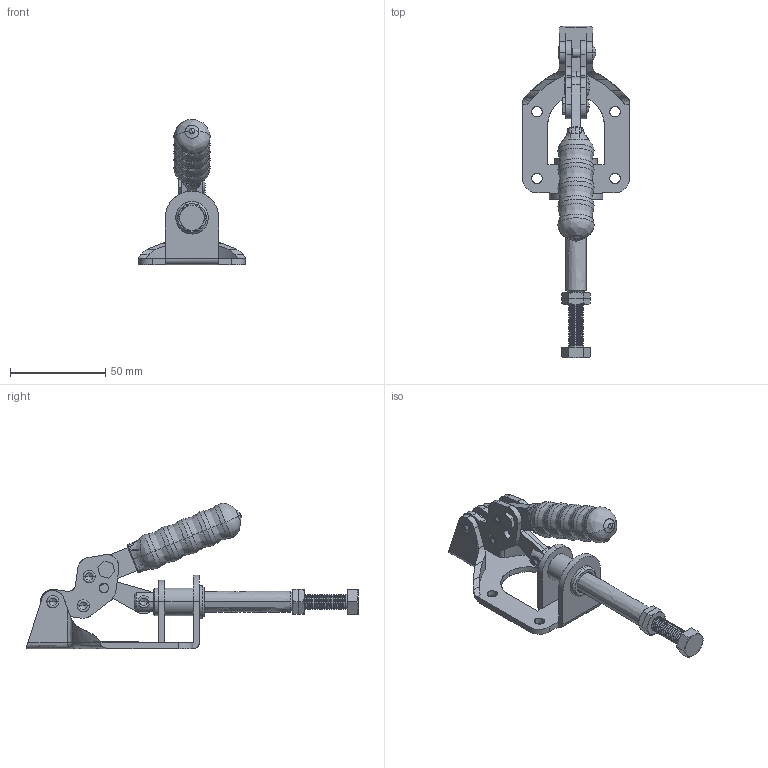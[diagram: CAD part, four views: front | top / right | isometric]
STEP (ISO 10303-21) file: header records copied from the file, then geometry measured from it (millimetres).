
FILE_DESCRIPTION((''),' ');
FILE_NAME('GH-302fm.stp',' ',('stephen'),('BIB design'),' ','ACIS 14.0',' ');
FILE_SCHEMA(('automotive_design'));
Length unit declared in the file: inch
Products named in the file (15): Part_2149; Part_2150; Part_2151; Part_2152; Part_2153; Part_2154; Part_2155; Part_11683; Part_72439; Part_71303; Part_71840; Part_72108; Part_72378; Part_76125; Part_79863
Bounding box: 56 x 174.27 x 76.29 mm (x, y, z)
Volume: 55285 mm3; surface area: 37046 mm2
Topology: 15 solids, 15 shells, 672 faces, 3884 edges, 3181 vertices
Faces by surface type: revolution 412, bspline 193, cylinder 38, torus 16, plane 11, sphere 2
Entity records: 98002 total; most frequent: CARTESIAN_POINT 26910, PRESENTATION_STYLE_ASSIGNMENT 8257, COLOUR_RGB 8257, STYLED_ITEM 7710, ORIENTED_EDGE 7684, DIRECTION 6295, CURVE_STYLE 4389, EDGE_CURVE 3842
